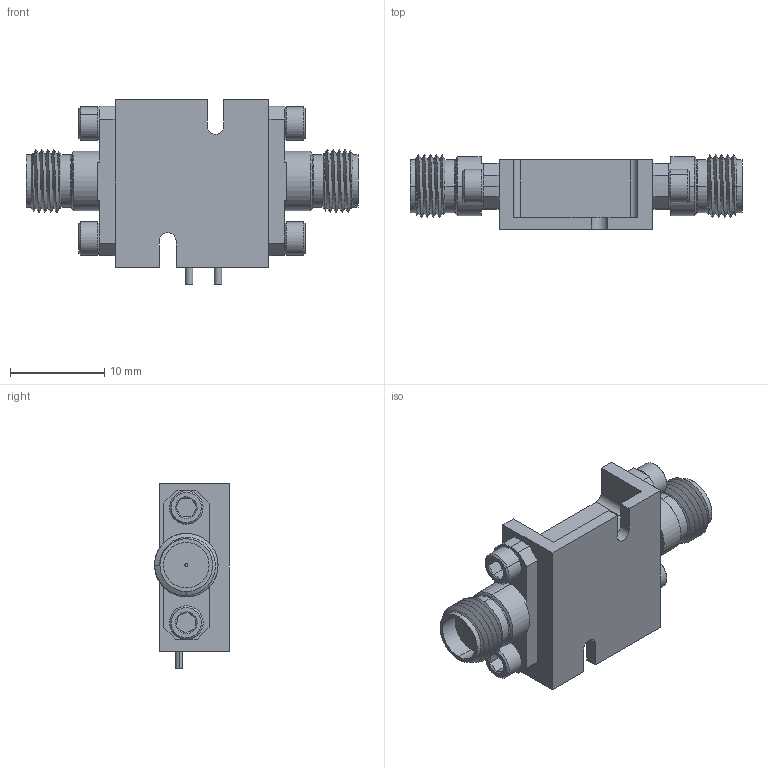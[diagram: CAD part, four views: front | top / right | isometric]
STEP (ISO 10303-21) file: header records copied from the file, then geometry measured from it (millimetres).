
FILE_DESCRIPTION (( 'STEP AP203' ), '1' );
FILE_NAME ('SBL-0131832630-SFSF-I1.STEP', '2020-10-28T16:11:54', ( '' ), ( '' ), 'SwSTEP 2.0', 'SolidWorks 2020', '' );
FILE_SCHEMA (( 'CONFIG_CONTROL_DESIGN' ));
Length unit declared in the file: inch
Products named in the file (1): SBL-0131832630-SFSF-I1
Bounding box: 35.23 x 7.94 x 19.58 mm (x, y, z)
Volume: 2132.8 mm3; surface area: 2525.7 mm2
Topology: 7 solids, 7 shells, 385 faces, 963 edges, 610 vertices
Faces by surface type: cylinder 193, plane 104, cone 72, bspline 12, torus 4
Entity records: 15748 total; most frequent: CARTESIAN_POINT 7091, ORIENTED_EDGE 1926, DIRECTION 1677, EDGE_CURVE 963, AXIS2_PLACEMENT_3D 632, VERTEX_POINT 610, EDGE_LOOP 423, LINE 413
